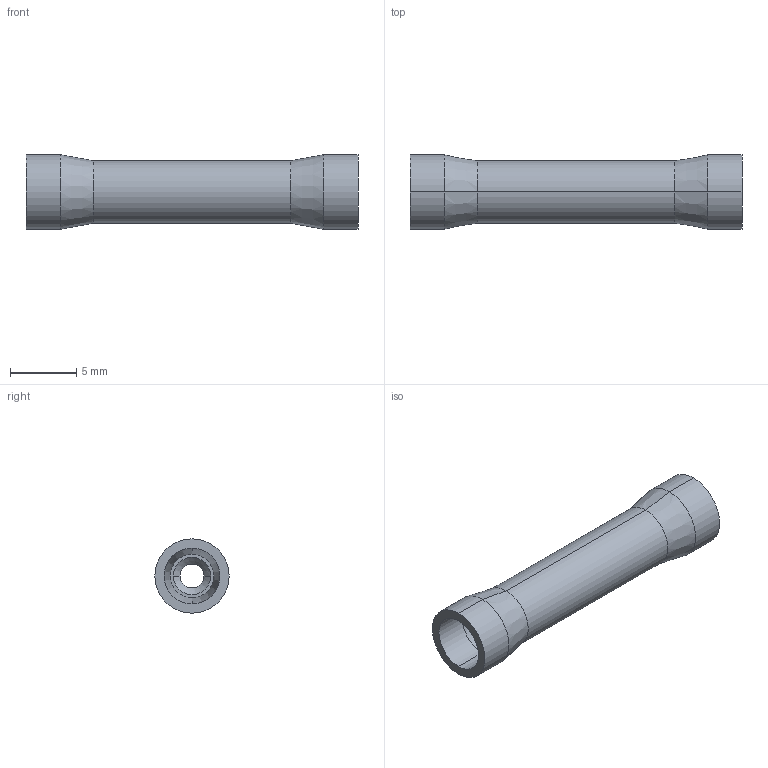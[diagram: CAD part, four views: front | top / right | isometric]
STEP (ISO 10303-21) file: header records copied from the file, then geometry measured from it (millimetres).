
FILE_DESCRIPTION (( 'STEP AP203' ), '1' );
FILE_NAME ('00160.STEP', '2024-09-05T11:16:17', ( '' ), ( '' ), 'SwSTEP 2.0', 'SolidWorks 2022', '' );
FILE_SCHEMA (( 'CONFIG_CONTROL_DESIGN' ));
Length unit declared in the file: millimetre
Products named in the file (1): 00160
Bounding box: 25 x 5.6 x 5.6 mm (x, y, z)
Volume: 324.1 mm3; surface area: 944.6 mm2
Topology: 2 solids, 2 shells, 32 faces, 64 edges, 36 vertices
Faces by surface type: cylinder 16, cone 12, plane 4
Entity records: 907 total; most frequent: DIRECTION 166, CARTESIAN_POINT 133, ORIENTED_EDGE 128, AXIS2_PLACEMENT_3D 69, EDGE_CURVE 64, VERTEX_POINT 36, EDGE_LOOP 36, CIRCLE 36
